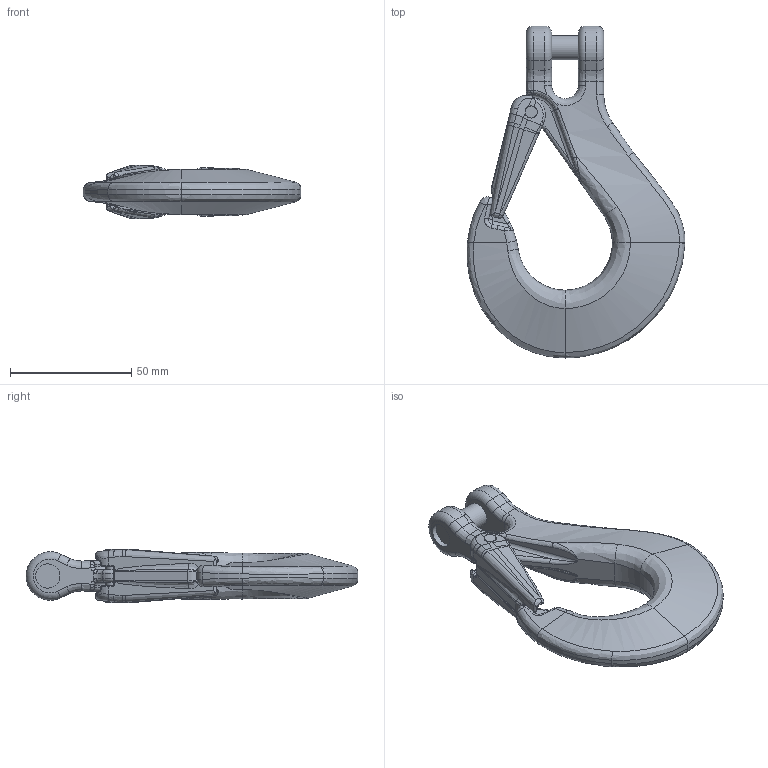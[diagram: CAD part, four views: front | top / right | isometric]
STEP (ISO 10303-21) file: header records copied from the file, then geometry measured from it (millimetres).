
FILE_DESCRIPTION(/* description */ (''),/* implementation_level */ '2;1');
FILE_NAME(/* name */ 'KHSW 8 Kundenmodell',/* time_stamp */ '2009-08-06T12:17:47+02:00',/* author */ (''),/* organization */ (''),/* preprocessor_version */ 'ST-DEVELOPER v9',/* originating_system */ 'UGS - NX 4.0',/* authorisation */ '');
FILE_SCHEMA (('AUTOMOTIVE_DESIGN { 1 0 10303 214 1 1 1 1 }'));
Length unit declared in the file: millimetre
Products named in the file (1): ritE23Dxudt
Bounding box: 89.93 x 137 x 22 mm (x, y, z)
Volume: 73996.2 mm3; surface area: 21538.8 mm2
Topology: 3 solids, 3 shells, 402 faces, 950 edges, 550 vertices
Faces by surface type: bspline 196, cylinder 97, plane 78, torus 26, sphere 4, extrusion 1
Full cylindrical faces by diameter (mm): 5 x4, 10 x3
Entity records: 22053 total; most frequent: CARTESIAN_POINT 14406, ORIENTED_EDGE 1874, DIRECTION 1224, EDGE_CURVE 937, VERTEX_POINT 546, AXIS2_PLACEMENT_3D 510, EDGE_LOOP 415, ADVANCED_FACE 402
